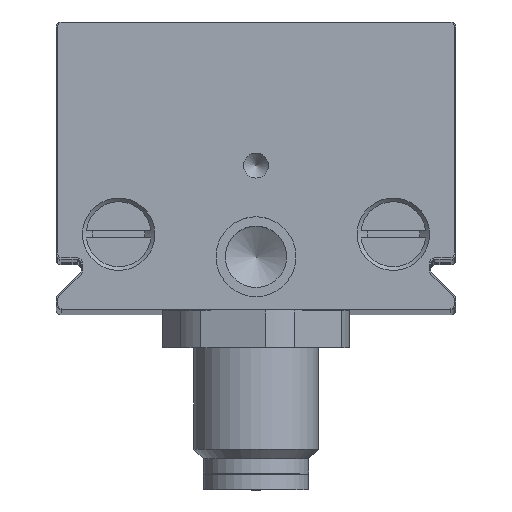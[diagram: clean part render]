
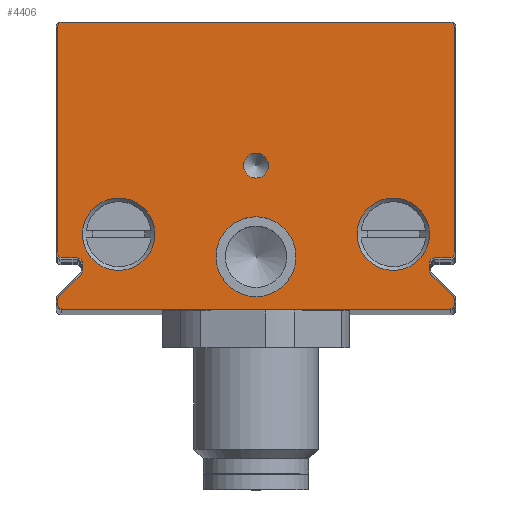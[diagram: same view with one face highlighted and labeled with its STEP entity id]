
A CAD part, top view. The second image highlights one B-rep face of the part: STEP entity #4406.
In plain terms, the highlighted planar face has unit normal (0, 0, 1).
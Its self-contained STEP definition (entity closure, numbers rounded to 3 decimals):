
#271=LINE('',#6839,#593);
#272=LINE('',#6843,#594);
#273=LINE('',#6847,#595);
#274=LINE('',#6851,#596);
#275=LINE('',#6855,#597);
#276=LINE('',#6859,#598);
#277=LINE('',#6863,#599);
#278=LINE('',#6867,#600);
#279=LINE('',#6871,#601);
#280=LINE('',#6875,#602);
#281=LINE('',#6879,#603);
#282=LINE('',#6882,#604);
#593=VECTOR('',#5580,9.05);
#594=VECTOR('',#5583,0.6);
#595=VECTOR('',#5586,0.317);
#596=VECTOR('',#5589,1.249);
#597=VECTOR('',#5592,0.167);
#598=VECTOR('',#5595,15.5);
#599=VECTOR('',#5598,0.167);
#600=VECTOR('',#5601,1.249);
#601=VECTOR('',#5604,0.317);
#602=VECTOR('',#5607,0.6);
#603=VECTOR('',#5610,9.05);
#604=VECTOR('',#5613,15.5);
#829=PLANE('',#4757);
#897=FACE_BOUND('',#1318,.T.);
#898=FACE_BOUND('',#1319,.T.);
#899=FACE_BOUND('',#1320,.T.);
#900=FACE_BOUND('',#1321,.T.);
#1042=FACE_OUTER_BOUND('',#1317,.T.);
#1317=EDGE_LOOP('',(#3178,#3179,#3180,#3181,#3182,#3183,#3184,#3185,#3186,
#3187,#3188,#3189,#3190,#3191,#3192,#3193,#3194,#3195,#3196,#3197,#3198,
#3199,#3200,#3201));
#1318=EDGE_LOOP('',(#3202));
#1319=EDGE_LOOP('',(#3203));
#1320=EDGE_LOOP('',(#3204));
#1321=EDGE_LOOP('',(#3205));
#1586=CIRCLE('',#4755,0.2);
#1588=CIRCLE('',#4758,0.2);
#1589=CIRCLE('',#4759,0.2);
#1590=CIRCLE('',#4760,0.2);
#1591=CIRCLE('',#4761,0.2);
#1592=CIRCLE('',#4762,0.2);
#1593=CIRCLE('',#4763,0.2);
#1594=CIRCLE('',#4764,0.2);
#1595=CIRCLE('',#4765,0.2);
#1596=CIRCLE('',#4766,0.2);
#1597=CIRCLE('',#4767,0.2);
#1598=CIRCLE('',#4768,0.2);
#1599=CIRCLE('',#4769,0.5);
#1600=CIRCLE('',#4770,1.6);
#1601=CIRCLE('',#4771,1.45);
#1602=CIRCLE('',#4772,1.45);
#1875=VERTEX_POINT('',#6829);
#1876=VERTEX_POINT('',#6830);
#1879=VERTEX_POINT('',#6838);
#1880=VERTEX_POINT('',#6840);
#1881=VERTEX_POINT('',#6842);
#1882=VERTEX_POINT('',#6844);
#1883=VERTEX_POINT('',#6846);
#1884=VERTEX_POINT('',#6848);
#1885=VERTEX_POINT('',#6850);
#1886=VERTEX_POINT('',#6852);
#1887=VERTEX_POINT('',#6854);
#1888=VERTEX_POINT('',#6856);
#1889=VERTEX_POINT('',#6858);
#1890=VERTEX_POINT('',#6860);
#1891=VERTEX_POINT('',#6862);
#1892=VERTEX_POINT('',#6864);
#1893=VERTEX_POINT('',#6866);
#1894=VERTEX_POINT('',#6868);
#1895=VERTEX_POINT('',#6870);
#1896=VERTEX_POINT('',#6872);
#1897=VERTEX_POINT('',#6874);
#1898=VERTEX_POINT('',#6876);
#1899=VERTEX_POINT('',#6878);
#1900=VERTEX_POINT('',#6880);
#1901=VERTEX_POINT('',#6883);
#1902=VERTEX_POINT('',#6885);
#1903=VERTEX_POINT('',#6887);
#1904=VERTEX_POINT('',#6889);
#2371=EDGE_CURVE('',#1875,#1876,#1586,.T.);
#2375=EDGE_CURVE('',#1879,#1875,#271,.T.);
#2376=EDGE_CURVE('',#1880,#1879,#1588,.T.);
#2377=EDGE_CURVE('',#1880,#1881,#272,.T.);
#2378=EDGE_CURVE('',#1882,#1881,#1589,.T.);
#2379=EDGE_CURVE('',#1882,#1883,#273,.T.);
#2380=EDGE_CURVE('',#1884,#1883,#1590,.T.);
#2381=EDGE_CURVE('',#1884,#1885,#274,.T.);
#2382=EDGE_CURVE('',#1886,#1885,#1591,.T.);
#2383=EDGE_CURVE('',#1887,#1886,#275,.T.);
#2384=EDGE_CURVE('',#1888,#1887,#1592,.T.);
#2385=EDGE_CURVE('',#1889,#1888,#276,.T.);
#2386=EDGE_CURVE('',#1890,#1889,#1593,.T.);
#2387=EDGE_CURVE('',#1891,#1890,#277,.T.);
#2388=EDGE_CURVE('',#1892,#1891,#1594,.T.);
#2389=EDGE_CURVE('',#1892,#1893,#278,.T.);
#2390=EDGE_CURVE('',#1894,#1893,#1595,.T.);
#2391=EDGE_CURVE('',#1894,#1895,#279,.T.);
#2392=EDGE_CURVE('',#1896,#1895,#1596,.T.);
#2393=EDGE_CURVE('',#1896,#1897,#280,.T.);
#2394=EDGE_CURVE('',#1898,#1897,#1597,.T.);
#2395=EDGE_CURVE('',#1899,#1898,#281,.T.);
#2396=EDGE_CURVE('',#1900,#1899,#1598,.T.);
#2397=EDGE_CURVE('',#1876,#1900,#282,.T.);
#2398=EDGE_CURVE('',#1901,#1901,#1599,.T.);
#2399=EDGE_CURVE('',#1902,#1902,#1600,.T.);
#2400=EDGE_CURVE('',#1903,#1903,#1601,.T.);
#2401=EDGE_CURVE('',#1904,#1904,#1602,.T.);
#3178=ORIENTED_EDGE('',*,*,#2371,.F.);
#3179=ORIENTED_EDGE('',*,*,#2375,.F.);
#3180=ORIENTED_EDGE('',*,*,#2376,.F.);
#3181=ORIENTED_EDGE('',*,*,#2377,.T.);
#3182=ORIENTED_EDGE('',*,*,#2378,.F.);
#3183=ORIENTED_EDGE('',*,*,#2379,.T.);
#3184=ORIENTED_EDGE('',*,*,#2380,.F.);
#3185=ORIENTED_EDGE('',*,*,#2381,.T.);
#3186=ORIENTED_EDGE('',*,*,#2382,.F.);
#3187=ORIENTED_EDGE('',*,*,#2383,.F.);
#3188=ORIENTED_EDGE('',*,*,#2384,.F.);
#3189=ORIENTED_EDGE('',*,*,#2385,.F.);
#3190=ORIENTED_EDGE('',*,*,#2386,.F.);
#3191=ORIENTED_EDGE('',*,*,#2387,.F.);
#3192=ORIENTED_EDGE('',*,*,#2388,.F.);
#3193=ORIENTED_EDGE('',*,*,#2389,.T.);
#3194=ORIENTED_EDGE('',*,*,#2390,.F.);
#3195=ORIENTED_EDGE('',*,*,#2391,.T.);
#3196=ORIENTED_EDGE('',*,*,#2392,.F.);
#3197=ORIENTED_EDGE('',*,*,#2393,.T.);
#3198=ORIENTED_EDGE('',*,*,#2394,.F.);
#3199=ORIENTED_EDGE('',*,*,#2395,.F.);
#3200=ORIENTED_EDGE('',*,*,#2396,.F.);
#3201=ORIENTED_EDGE('',*,*,#2397,.F.);
#3202=ORIENTED_EDGE('',*,*,#2398,.T.);
#3203=ORIENTED_EDGE('',*,*,#2399,.T.);
#3204=ORIENTED_EDGE('',*,*,#2400,.T.);
#3205=ORIENTED_EDGE('',*,*,#2401,.T.);
#4406=ADVANCED_FACE('',(#1042,#897,#898,#899,#900),#829,.T.);
#4755=AXIS2_PLACEMENT_3D('',#6831,#5572,#5573);
#4757=AXIS2_PLACEMENT_3D('',#6837,#5578,#5579);
#4758=AXIS2_PLACEMENT_3D('',#6841,#5581,#5582);
#4759=AXIS2_PLACEMENT_3D('',#6845,#5584,#5585);
#4760=AXIS2_PLACEMENT_3D('',#6849,#5587,#5588);
#4761=AXIS2_PLACEMENT_3D('',#6853,#5590,#5591);
#4762=AXIS2_PLACEMENT_3D('',#6857,#5593,#5594);
#4763=AXIS2_PLACEMENT_3D('',#6861,#5596,#5597);
#4764=AXIS2_PLACEMENT_3D('',#6865,#5599,#5600);
#4765=AXIS2_PLACEMENT_3D('',#6869,#5602,#5603);
#4766=AXIS2_PLACEMENT_3D('',#6873,#5605,#5606);
#4767=AXIS2_PLACEMENT_3D('',#6877,#5608,#5609);
#4768=AXIS2_PLACEMENT_3D('',#6881,#5611,#5612);
#4769=AXIS2_PLACEMENT_3D('',#6884,#5614,#5615);
#4770=AXIS2_PLACEMENT_3D('',#6886,#5616,#5617);
#4771=AXIS2_PLACEMENT_3D('',#6888,#5618,#5619);
#4772=AXIS2_PLACEMENT_3D('',#6890,#5620,#5621);
#5572=DIRECTION('center_axis',(0.,0.,-1.));
#5573=DIRECTION('ref_axis',(-0.707,0.707,0.));
#5578=DIRECTION('center_axis',(0.,0.,1.));
#5579=DIRECTION('ref_axis',(1.,0.,0.));
#5580=DIRECTION('',(0.,1.,0.));
#5581=DIRECTION('center_axis',(0.,0.,-1.));
#5582=DIRECTION('ref_axis',(-0.707,-0.707,0.));
#5583=DIRECTION('',(1.,0.,0.));
#5584=DIRECTION('center_axis',(0.,0.,1.));
#5585=DIRECTION('ref_axis',(0.707,0.707,0.));
#5586=DIRECTION('',(0.,-1.,0.));
#5587=DIRECTION('center_axis',(0.,0.,1.));
#5588=DIRECTION('ref_axis',(0.924,-0.383,0.));
#5589=DIRECTION('',(-0.707,-0.707,0.));
#5590=DIRECTION('center_axis',(0.,0.,-1.));
#5591=DIRECTION('ref_axis',(-0.924,0.383,0.));
#5592=DIRECTION('',(0.,1.,0.));
#5593=DIRECTION('center_axis',(0.,0.,-1.));
#5594=DIRECTION('ref_axis',(-0.707,-0.707,0.));
#5595=DIRECTION('',(-1.,0.,0.));
#5596=DIRECTION('center_axis',(0.,0.,-1.));
#5597=DIRECTION('ref_axis',(0.707,-0.707,0.));
#5598=DIRECTION('',(0.,-1.,0.));
#5599=DIRECTION('center_axis',(0.,0.,-1.));
#5600=DIRECTION('ref_axis',(0.924,0.383,0.));
#5601=DIRECTION('',(-0.707,0.707,0.));
#5602=DIRECTION('center_axis',(0.,0.,1.));
#5603=DIRECTION('ref_axis',(-0.924,-0.383,0.));
#5604=DIRECTION('',(0.,1.,0.));
#5605=DIRECTION('center_axis',(0.,0.,1.));
#5606=DIRECTION('ref_axis',(-0.707,0.707,0.));
#5607=DIRECTION('',(1.,0.,0.));
#5608=DIRECTION('center_axis',(0.,0.,-1.));
#5609=DIRECTION('ref_axis',(0.707,-0.707,0.));
#5610=DIRECTION('',(0.,-1.,0.));
#5611=DIRECTION('center_axis',(0.,0.,-1.));
#5612=DIRECTION('ref_axis',(0.707,0.707,0.));
#5613=DIRECTION('',(1.,0.,0.));
#5614=DIRECTION('center_axis',(0.,0.,-1.));
#5615=DIRECTION('ref_axis',(0.,-1.,0.));
#5616=DIRECTION('center_axis',(0.,0.,-1.));
#5617=DIRECTION('ref_axis',(1.,0.,0.));
#5618=DIRECTION('center_axis',(0.,0.,-1.));
#5619=DIRECTION('ref_axis',(1.,0.,0.));
#5620=DIRECTION('center_axis',(0.,0.,-1.));
#5621=DIRECTION('ref_axis',(1.,0.,0.));
#6829=CARTESIAN_POINT('',(-7.95,5.55,1.));
#6830=CARTESIAN_POINT('',(-7.75,5.75,1.));
#6831=CARTESIAN_POINT('Origin',(-7.75,5.55,1.));
#6837=CARTESIAN_POINT('Origin',(0.,0.,
1.));
#6838=CARTESIAN_POINT('',(-7.95,-3.5,1.));
#6839=CARTESIAN_POINT('',(-7.95,-5.75,1.));
#6840=CARTESIAN_POINT('',(-7.75,-3.7,1.));
#6841=CARTESIAN_POINT('Origin',(-7.75,-3.5,1.));
#6842=CARTESIAN_POINT('',(-7.15,-3.7,1.));
#6843=CARTESIAN_POINT('',(-3.975,-3.7,1.));
#6844=CARTESIAN_POINT('',(-6.95,-3.9,1.));
#6845=CARTESIAN_POINT('Origin',(-7.15,-3.9,1.));
#6846=CARTESIAN_POINT('',(-6.95,-4.217,1.));
#6847=CARTESIAN_POINT('',(-6.95,-1.85,1.));
#6848=CARTESIAN_POINT('',(-7.009,-4.359,1.));
#6849=CARTESIAN_POINT('Origin',(-7.15,-4.217,1.));
#6850=CARTESIAN_POINT('',(-7.891,-5.241,1.));
#6851=CARTESIAN_POINT('',(-4.138,-1.488,1.));
#6852=CARTESIAN_POINT('',(-7.95,-5.383,1.));
#6853=CARTESIAN_POINT('Origin',(-7.75,-5.383,1.));
#6854=CARTESIAN_POINT('',(-7.95,-5.55,1.));
#6855=CARTESIAN_POINT('',(-7.95,-5.75,1.));
#6856=CARTESIAN_POINT('',(-7.75,-5.75,1.));
#6857=CARTESIAN_POINT('Origin',(-7.75,-5.55,1.));
#6858=CARTESIAN_POINT('',(7.75,-5.75,1.));
#6859=CARTESIAN_POINT('',(7.95,-5.75,1.));
#6860=CARTESIAN_POINT('',(7.95,-5.55,1.));
#6861=CARTESIAN_POINT('Origin',(7.75,-5.55,1.));
#6862=CARTESIAN_POINT('',(7.95,-5.383,1.));
#6863=CARTESIAN_POINT('',(7.95,5.75,1.));
#6864=CARTESIAN_POINT('',(7.891,-5.241,1.));
#6865=CARTESIAN_POINT('Origin',(7.75,-5.383,1.));
#6866=CARTESIAN_POINT('',(7.009,-4.359,1.));
#6867=CARTESIAN_POINT('',(4.637,-1.988,1.));
#6868=CARTESIAN_POINT('',(6.95,-4.217,1.));
#6869=CARTESIAN_POINT('Origin',(7.15,-4.217,1.));
#6870=CARTESIAN_POINT('',(6.95,-3.9,1.));
#6871=CARTESIAN_POINT('',(6.95,-2.15,1.));
#6872=CARTESIAN_POINT('',(7.15,-3.7,1.));
#6873=CARTESIAN_POINT('Origin',(7.15,-3.9,1.));
#6874=CARTESIAN_POINT('',(7.75,-3.7,1.));
#6875=CARTESIAN_POINT('',(3.475,-3.7,1.));
#6876=CARTESIAN_POINT('',(7.95,-3.5,1.));
#6877=CARTESIAN_POINT('Origin',(7.75,-3.5,1.));
#6878=CARTESIAN_POINT('',(7.95,5.55,1.));
#6879=CARTESIAN_POINT('',(7.95,5.75,1.));
#6880=CARTESIAN_POINT('',(7.75,5.75,1.));
#6881=CARTESIAN_POINT('Origin',(7.75,5.55,1.));
#6882=CARTESIAN_POINT('',(-7.95,5.75,1.));
#6883=CARTESIAN_POINT('',(0.,-0.5,1.));
#6884=CARTESIAN_POINT('Origin',(0.,0.,
1.));
#6885=CARTESIAN_POINT('',(1.6,-3.65,1.));
#6886=CARTESIAN_POINT('Origin',(0.,-3.65,1.));
#6887=CARTESIAN_POINT('',(6.95,-2.75,1.));
#6888=CARTESIAN_POINT('Origin',(5.5,-2.75,1.));
#6889=CARTESIAN_POINT('',(-4.05,-2.75,1.));
#6890=CARTESIAN_POINT('Origin',(-5.5,-2.75,1.));
